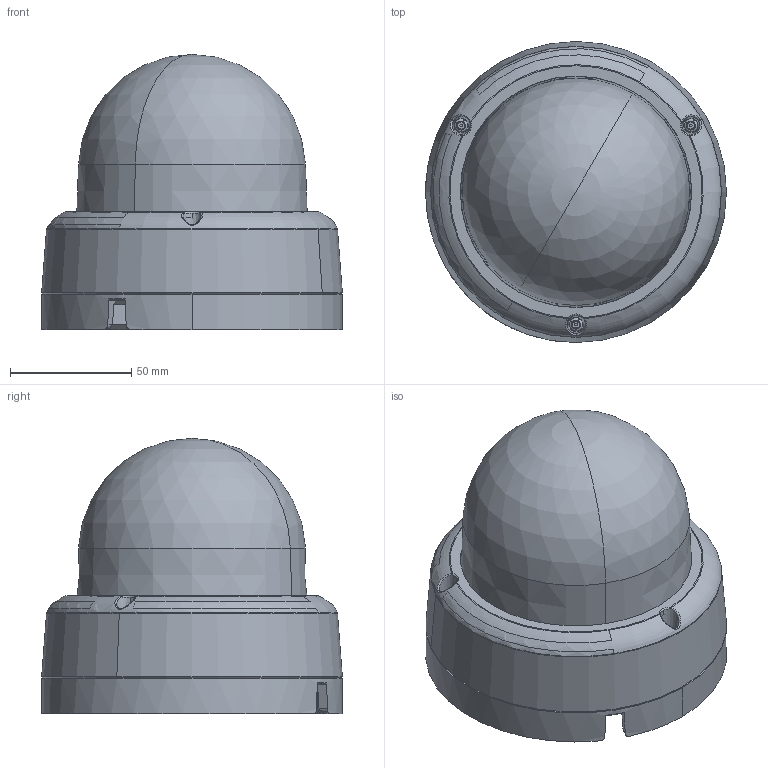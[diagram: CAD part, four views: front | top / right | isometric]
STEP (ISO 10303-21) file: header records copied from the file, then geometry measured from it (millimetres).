
FILE_DESCRIPTION((''),'2;1');
FILE_NAME('C261HL_MVF_DOME','2021-02-22T',('Ian.Chang'),(''),'PRO/ENGINEER BY PARAMETRIC TECHNOLOGY CORPORATION, 2011490','PRO/ENGINEER BY PARAMETRIC TECHNOLOGY CORPORATION, 2011490','');
FILE_SCHEMA(('CONFIG_CONTROL_DESIGN'));
Length unit declared in the file: millimetre
Products named in the file (1): C261HL_MVF_DOME
Bounding box: 124 x 124 x 113.4 mm (x, y, z)
Volume: 780934 mm3; surface area: 63870.7 mm2
Topology: 1 solids, 5 shells, 536 faces, 1359 edges, 855 vertices
Faces by surface type: cylinder 175, cone 149, plane 102, bspline 76, torus 22, sphere 8, revolution 4
Entity records: 25860 total; most frequent: CARTESIAN_POINT 13447, ORIENTED_EDGE 2710, DIRECTION 2443, EDGE_CURVE 1355, AXIS2_PLACEMENT_3D 999, VERTEX_POINT 855, EDGE_LOOP 570, CIRCLE 542
